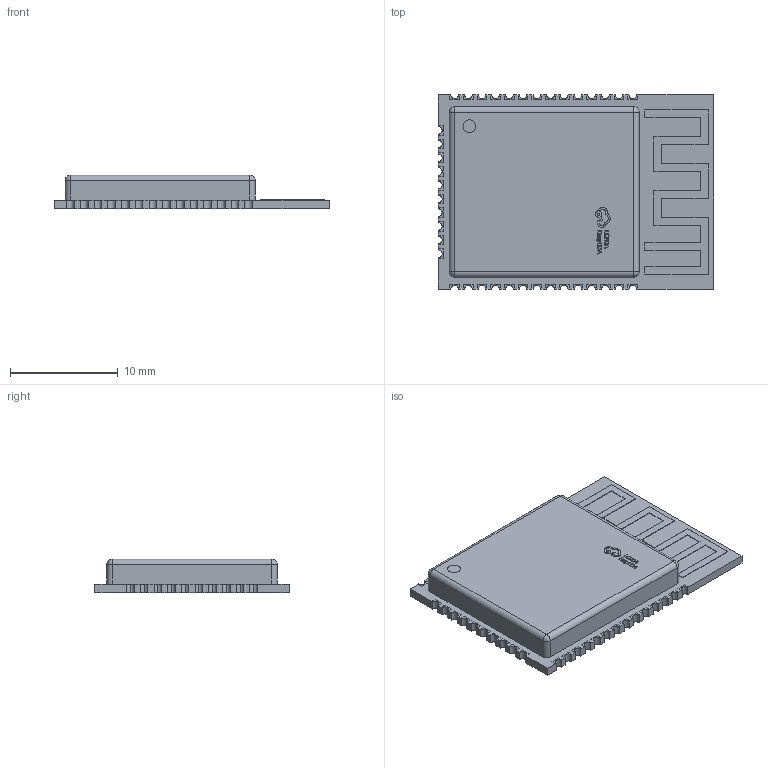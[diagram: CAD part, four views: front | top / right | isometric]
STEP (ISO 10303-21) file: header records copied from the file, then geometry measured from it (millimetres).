
FILE_DESCRIPTION (( 'STEP AP214' ), '1' );
FILE_NAME ('WIFIM-SMD_ESP32-WROOM-32D.step', '2022-07-15T04:58:27', ( '' ), ( '' ), 'SwSTEP 2.0', 'SolidWorks 2020', '' );
FILE_SCHEMA (( 'AUTOMOTIVE_DESIGN' ));
Length unit declared in the file: millimetre
Products named in the file (1): WIFIM-SMD_ESP32-WROOM-32D
Bounding box: 25.5 x 18 x 3.1 mm (x, y, z)
Volume: 998.6 mm3; surface area: 1130.3 mm2
Topology: 14 solids, 14 shells, 464 faces, 1483 edges, 1062 vertices
Faces by surface type: plane 304, bspline 98, cylinder 58, sphere 4
Entity records: 22462 total; most frequent: CARTESIAN_POINT 4508, ORIENTED_EDGE 2958, DIRECTION 2115, EDGE_CURVE 1479, LINE 1149, VECTOR 1149, VERTEX_POINT 1062, EDGE_LOOP 495
